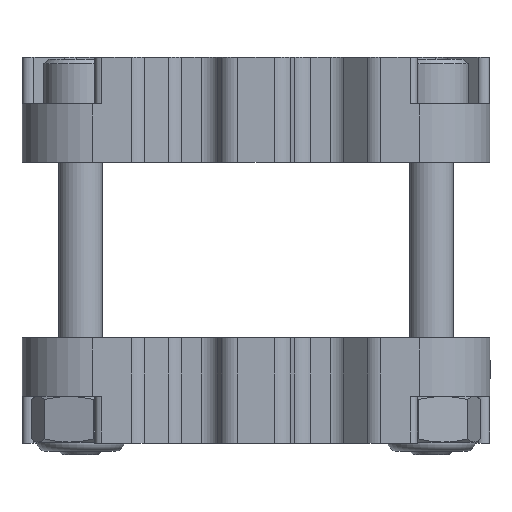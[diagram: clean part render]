
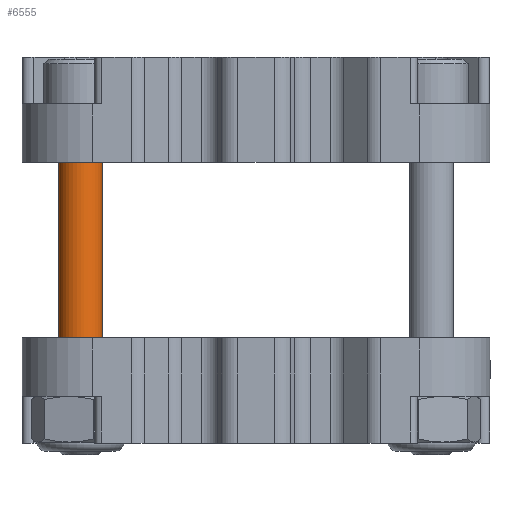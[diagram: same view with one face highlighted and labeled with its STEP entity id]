
A CAD part, front view. The second image highlights one B-rep face of the part: STEP entity #6555.
In plain terms, the highlighted cylindrical face has radius 2.413 mm (diameter 4.826 mm), a full revolution.
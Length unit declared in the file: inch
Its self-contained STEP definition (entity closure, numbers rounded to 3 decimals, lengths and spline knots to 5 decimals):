
#166 = CARTESIAN_POINT ( 'NONE',  ( 1.6714, 0., 0. ) ) ;
#625 = AXIS2_PLACEMENT_3D ( 'NONE', #1016, #1129, #6230 ) ;
#1016 = CARTESIAN_POINT ( 'NONE',  ( -1.25, 0., 0. ) ) ;
#1129 = DIRECTION ( 'NONE',  ( -1., 0., 0. ) ) ;
#1232 = DIRECTION ( 'NONE',  ( -1., 0., 0. ) ) ;
#1401 = DIRECTION ( 'NONE',  ( 1., 0., 0. ) ) ;
#1517 = EDGE_LOOP ( 'NONE', ( #5373 ) ) ;
#1689 = FACE_OUTER_BOUND ( 'NONE', #1839, .T. ) ;
#1839 = EDGE_LOOP ( 'NONE', ( #6681 ) ) ;
#2298 = CARTESIAN_POINT ( 'NONE',  ( 1.6714, 0., 0.095 ) ) ;
#2670 = CARTESIAN_POINT ( 'NONE',  ( 0.204, 0., 0. ) ) ;
#2861 = AXIS2_PLACEMENT_3D ( 'NONE', #166, #1232, #6915 ) ;
#2894 = EDGE_CURVE ( 'NONE', #5516, #5516, #4621, .T. ) ;
#3189 = AXIS2_PLACEMENT_3D ( 'NONE', #2670, #1401, #7192 ) ;
#3297 = CARTESIAN_POINT ( 'NONE',  ( 0.204, 0., -0.095 ) ) ;
#4437 = FACE_OUTER_BOUND ( 'NONE', #1517, .T. ) ;
#4621 = CIRCLE ( 'NONE', #3189, 0.095 ) ;
#5373 = ORIENTED_EDGE ( 'NONE', *, *, #2894, .T. ) ;
#5516 = VERTEX_POINT ( 'NONE', #3297 ) ;
#5780 = EDGE_CURVE ( 'NONE', #6867, #6867, #6086, .T. ) ;
#6086 = CIRCLE ( 'NONE', #2861, 0.095 ) ;
#6124 = CYLINDRICAL_SURFACE ( 'NONE', #625, 0.095 ) ;
#6230 = DIRECTION ( 'NONE',  ( 0., 0., 1. ) ) ;
#6555 = ADVANCED_FACE ( 'NONE', ( #4437, #1689 ), #6124, .T. ) ;
#6681 = ORIENTED_EDGE ( 'NONE', *, *, #5780, .T. ) ;
#6867 = VERTEX_POINT ( 'NONE', #2298 ) ;
#6915 = DIRECTION ( 'NONE',  ( 0., 0., 1. ) ) ;
#7192 = DIRECTION ( 'NONE',  ( 0., 0., -1. ) ) ;
